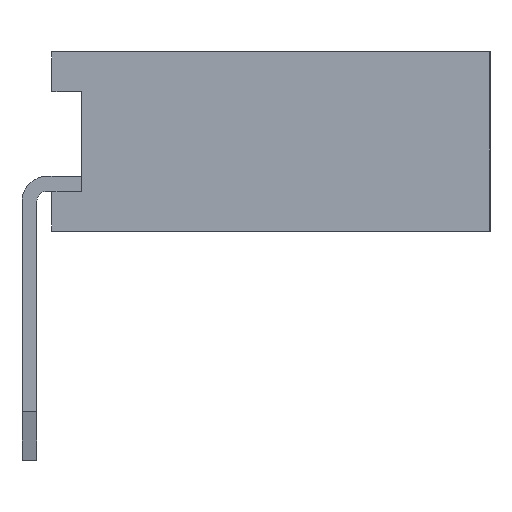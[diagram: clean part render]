
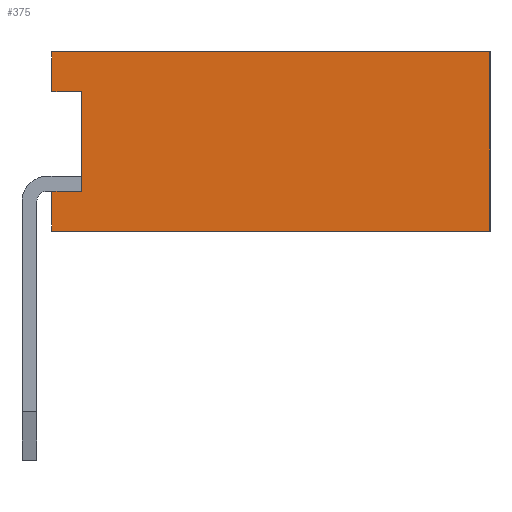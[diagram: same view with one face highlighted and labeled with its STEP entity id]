
A CAD part, left-side view. The second image highlights one B-rep face of the part: STEP entity #375.
In plain terms, the highlighted planar face has unit normal (-1, 0, 0).
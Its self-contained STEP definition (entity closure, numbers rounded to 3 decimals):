
#375=ADVANCED_FACE('',(#13724),#13726,.T.);
#13724=FACE_BOUND('',#13725,.T.);
#13725=EDGE_LOOP('',(#24395,#24396,#24397,#24398,#24399,#24400,#24401,#24402));
#13726=PLANE('',#13727);
#13727=AXIS2_PLACEMENT_3D('',#13728,#13729,#13730);
#13728=CARTESIAN_POINT('',(-0.635,-4.625,0.));
#13729=DIRECTION('',(-1.,0.,0.));
#13730=DIRECTION('',(0.,0.,1.));
#24395=ORIENTED_EDGE('',*,*,#32269,.T.);
#24396=ORIENTED_EDGE('',*,*,#32381,.T.);
#24397=ORIENTED_EDGE('',*,*,#32162,.T.);
#24398=ORIENTED_EDGE('',*,*,#32380,.F.);
#24399=ORIENTED_EDGE('',*,*,#32382,.F.);
#24400=ORIENTED_EDGE('',*,*,#32383,.T.);
#24401=ORIENTED_EDGE('',*,*,#32384,.T.);
#24402=ORIENTED_EDGE('',*,*,#32375,.F.);
#32162=EDGE_CURVE('',#36163,#36160,#36164,.F.);
#32269=EDGE_CURVE('',#36377,#36375,#36378,.F.);
#32375=EDGE_CURVE('',#36377,#36582,#36583,.T.);
#32380=EDGE_CURVE('',#36589,#36160,#36591,.T.);
#32381=EDGE_CURVE('',#36375,#36163,#36592,.T.);
#32382=EDGE_CURVE('',#36593,#36589,#36594,.T.);
#32383=EDGE_CURVE('',#36593,#36595,#36596,.T.);
#32384=EDGE_CURVE('',#36595,#36582,#36597,.T.);
#36160=VERTEX_POINT('',#42725);
#36163=VERTEX_POINT('',#42730);
#36164=LINE('',#42731,#42732);
#36375=VERTEX_POINT('',#43154);
#36377=VERTEX_POINT('',#43158);
#36378=LINE('',#43159,#43160);
#36582=VERTEX_POINT('',#43575);
#36583=LINE('',#43576,#43577);
#36589=VERTEX_POINT('',#43590);
#36591=LINE('',#43594,#43595);
#36592=LINE('',#43597,#43598);
#36593=VERTEX_POINT('',#43600);
#36594=LINE('',#43601,#43602);
#36595=VERTEX_POINT('',#43604);
#36596=LINE('',#43605,#43606);
#36597=LINE('',#43608,#43609);
#42725=CARTESIAN_POINT('',(-0.635,-0.225,0.4));
#42730=CARTESIAN_POINT('',(-0.635,-0.525,0.4));
#42731=CARTESIAN_POINT('',(-0.635,-0.225,0.4));
#42732=VECTOR('',#42733,1.);
#42733=DIRECTION('',(0.,-1.,0.));
#43154=CARTESIAN_POINT('',(-0.635,-0.525,1.4));
#43158=CARTESIAN_POINT('',(-0.635,-0.225,1.4));
#43159=CARTESIAN_POINT('',(-0.635,-0.525,1.4));
#43160=VECTOR('',#43161,1.);
#43161=DIRECTION('',(0.,1.,0.));
#43575=CARTESIAN_POINT('',(-0.635,-0.225,1.8));
#43576=CARTESIAN_POINT('',(-0.635,-0.225,1.4));
#43577=VECTOR('',#43578,1.);
#43578=DIRECTION('',(0.,0.,1.));
#43590=CARTESIAN_POINT('',(-0.635,-0.225,0.));
#43594=CARTESIAN_POINT('',(-0.635,-0.225,0.));
#43595=VECTOR('',#43596,1.);
#43596=DIRECTION('',(0.,0.,1.));
#43597=CARTESIAN_POINT('',(-0.635,-0.525,1.4));
#43598=VECTOR('',#43599,1.);
#43599=DIRECTION('',(0.,0.,-1.));
#43600=CARTESIAN_POINT('',(-0.635,-4.625,0.));
#43601=CARTESIAN_POINT('',(-0.635,-4.625,0.));
#43602=VECTOR('',#43603,1.);
#43603=DIRECTION('',(0.,1.,0.));
#43604=CARTESIAN_POINT('',(-0.635,-4.625,1.8));
#43605=CARTESIAN_POINT('',(-0.635,-4.625,0.));
#43606=VECTOR('',#43607,1.);
#43607=DIRECTION('',(0.,0.,1.));
#43608=CARTESIAN_POINT('',(-0.635,-4.625,1.8));
#43609=VECTOR('',#43610,1.);
#43610=DIRECTION('',(0.,1.,0.));
